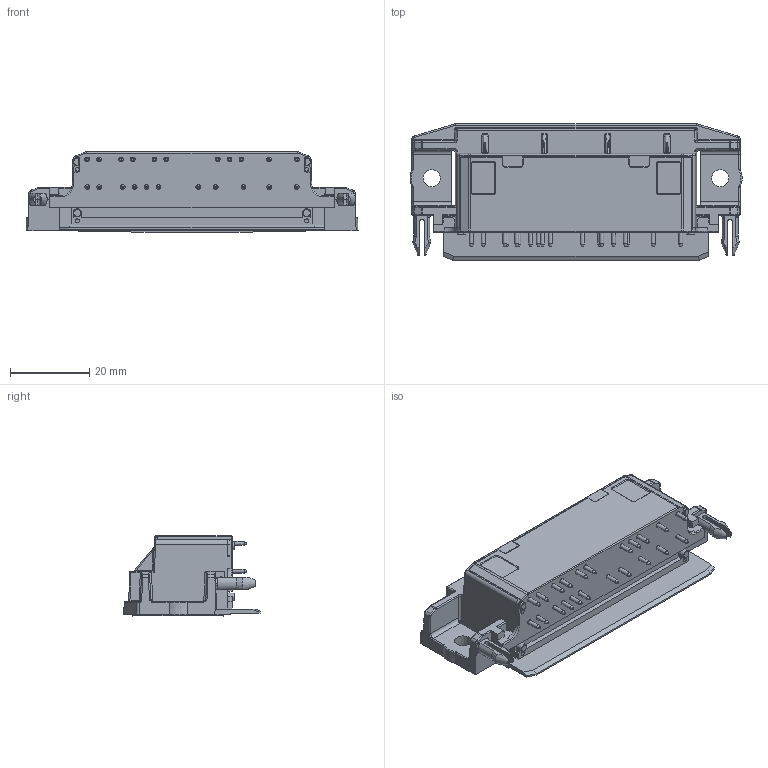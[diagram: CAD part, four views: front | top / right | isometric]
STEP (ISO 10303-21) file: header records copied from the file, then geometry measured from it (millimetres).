
FILE_DESCRIPTION(/* description */ ('Unknown'),/* implementation_level */ '2;1');
FILE_NAME(/* name */ 'Flow90-2CW-P630-01-OL',/* time_stamp */ '2016-04-01T14:03:49+02:00',/* author */ ('Unknown'),/* organization */ ('Unknown'),/* preprocessor_version */ 'ST-DEVELOPER v16',/* originating_system */ 'DEX',/* authorisation */ $);
FILE_SCHEMA (('AUTOMOTIVE_DESIGN {1 0 10303 214 3 1 1}'));
Length unit declared in the file: millimetre
Products named in the file (1): Flow90-2CW-P630-01-OL
Bounding box: 83.96 x 34.5 x 20.28 mm (x, y, z)
Volume: 30614.8 mm3; surface area: 15976.7 mm2
Topology: 1 solids, 15 shells, 883 faces, 2240 edges, 1409 vertices
Faces by surface type: plane 435, cylinder 267, cone 88, bspline 72, torus 17, sphere 4
Full cylindrical faces by diameter (mm): 1 x22, 1.2 x22, 2 x22, 4.4 x1
Entity records: 30448 total; most frequent: CARTESIAN_POINT 9914, DIRECTION 4290, ORIENTED_EDGE 4102, EDGE_CURVE 2051, AXIS2_PLACEMENT_3D 1563, VERTEX_POINT 1348, LINE 1164, VECTOR 1164
